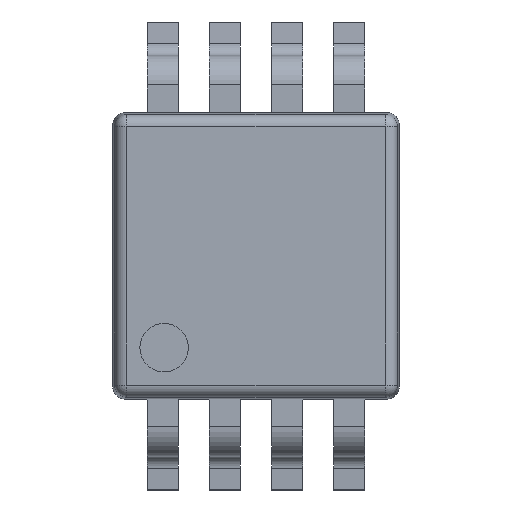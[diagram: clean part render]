
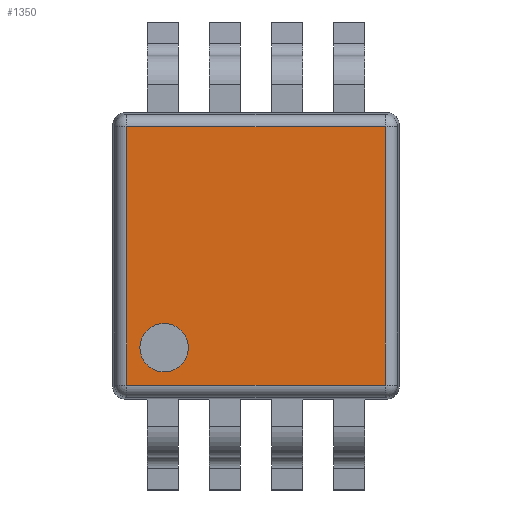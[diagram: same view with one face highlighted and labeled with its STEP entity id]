
A CAD part, top view. The second image highlights one B-rep face of the part: STEP entity #1350.
In plain terms, the highlighted planar face has unit normal (0, 0, 1).
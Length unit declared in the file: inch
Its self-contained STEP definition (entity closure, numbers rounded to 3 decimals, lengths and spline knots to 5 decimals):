
#1300=CARTESIAN_POINT('',(0.11239,0.05906,0.02008));
#1301=DIRECTION('',(0.,1.,0.));
#1302=VECTOR('',#1301,1.);
#1303=LINE('',#1300,#1302);
#1304=EDGE_CURVE('',#1306,#1308,#1303,.T.);
#1305=CARTESIAN_POINT('',(0.11239,0.00572,0.02008));
#1306=VERTEX_POINT('',#1305);
#1307=CARTESIAN_POINT('',(0.11239,0.11239,0.02008));
#1308=VERTEX_POINT('',#1307);
#1309=ORIENTED_EDGE('',*,*,#1304,.T.);
#1310=CARTESIAN_POINT('',(0.05906,0.11239,0.02008));
#1311=DIRECTION('',(-1.,0.,0.));
#1312=VECTOR('',#1311,1.);
#1313=LINE('',#1310,#1312);
#1314=EDGE_CURVE('',#1308,#1316,#1313,.T.);
#1315=CARTESIAN_POINT('',(0.00572,0.11239,0.02008));
#1316=VERTEX_POINT('',#1315);
#1317=ORIENTED_EDGE('',*,*,#1314,.T.);
#1318=CARTESIAN_POINT('',(0.00572,0.05906,0.02008));
#1319=DIRECTION('',(0.,-1.,0.));
#1320=VECTOR('',#1319,1.);
#1321=LINE('',#1318,#1320);
#1322=EDGE_CURVE('',#1316,#1324,#1321,.T.);
#1323=CARTESIAN_POINT('',(0.00572,0.00572,0.02008));
#1324=VERTEX_POINT('',#1323);
#1325=ORIENTED_EDGE('',*,*,#1322,.T.);
#1326=CARTESIAN_POINT('',(0.05906,0.00572,0.02008));
#1327=DIRECTION('',(1.,0.,0.));
#1328=VECTOR('',#1327,1.);
#1329=LINE('',#1326,#1328);
#1330=EDGE_CURVE('',#1324,#1306,#1329,.T.);
#1331=ORIENTED_EDGE('',*,*,#1330,.T.);
#1332=EDGE_LOOP('',(#1309,#1317,#1325,#1331));
#1333=FACE_BOUND('',#1332,.T.);
#1334=CARTESIAN_POINT('',(0.02114,0.02114,0.02008));
#1335=DIRECTION('',(0.,0.,-1.));
#1336=DIRECTION('',(-1.,0.,0.));
#1337=AXIS2_PLACEMENT_3D('',#1334,#1335,#1336);
#1338=CIRCLE('',#1337,0.01);
#1339=EDGE_CURVE('',#1341,#1341,#1338,.T.);
#1340=CARTESIAN_POINT('',(0.01114,0.02114,0.02008));
#1341=VERTEX_POINT('',#1340);
#1342=ORIENTED_EDGE('',*,*,#1339,.T.);
#1343=EDGE_LOOP('',(#1342));
#1344=FACE_BOUND('',#1343,.T.);
#1345=CARTESIAN_POINT('',(0.05906,0.05906,0.02008));
#1346=DIRECTION('',(0.,0.,1.));
#1347=DIRECTION('',(1.,0.,0.));
#1348=AXIS2_PLACEMENT_3D('',#1345,#1346,#1347);
#1349=PLANE('',#1348);
#1350=ADVANCED_FACE('',(#1333,#1344),#1349,.T.);
